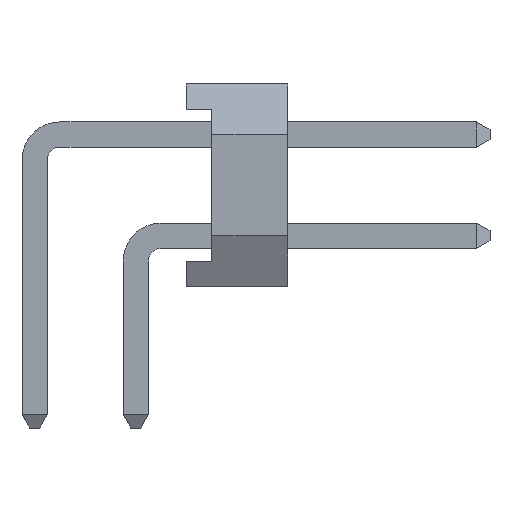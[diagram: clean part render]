
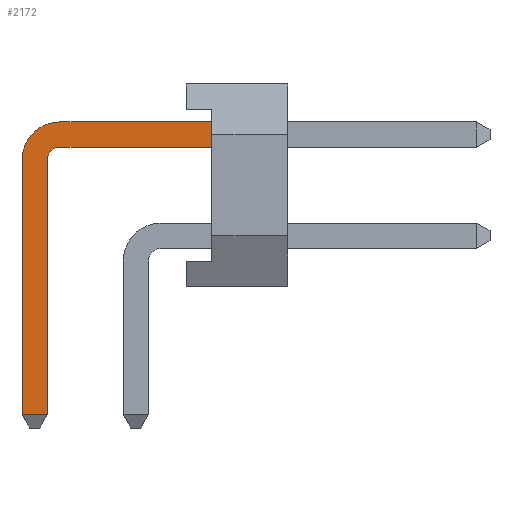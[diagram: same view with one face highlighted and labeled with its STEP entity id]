
A CAD part, left-side view. The second image highlights one B-rep face of the part: STEP entity #2172.
In plain terms, the highlighted planar face has unit normal (-1, 0, 0).
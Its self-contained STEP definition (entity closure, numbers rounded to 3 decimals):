
#55 = PLANE ( 'NONE',  #813 ) ;
#94 = DIRECTION ( 'NONE',  ( 0., 0., 1. ) ) ;
#147 = EDGE_CURVE ( 'NONE', #3114, #1998, #3669, .T. ) ;
#211 = ORIENTED_EDGE ( 'NONE', *, *, #925, .F. ) ;
#253 = VERTEX_POINT ( 'NONE', #1992 ) ;
#353 = DIRECTION ( 'NONE',  ( 0., 0., -1. ) ) ;
#395 = VERTEX_POINT ( 'NONE', #3147 ) ;
#539 = DIRECTION ( 'NONE',  ( 1., 0., 0. ) ) ;
#546 = CARTESIAN_POINT ( 'NONE',  ( -0.25, 3.25, -2.54 ) ) ;
#560 = ORIENTED_EDGE ( 'NONE', *, *, #4057, .F. ) ;
#567 = CARTESIAN_POINT ( 'NONE',  ( -0.25, 2.5, 2.75 ) ) ;
#576 = CARTESIAN_POINT ( 'NONE',  ( -0.25, -0.5, 3.5 ) ) ;
#647 = LINE ( 'NONE', #567, #1667 ) ;
#735 = CARTESIAN_POINT ( 'NONE',  ( -0.25, -0.5, 2.75 ) ) ;
#776 = CARTESIAN_POINT ( 'NONE',  ( -0.25, 2.5, 2.5 ) ) ;
#813 = AXIS2_PLACEMENT_3D ( 'NONE', #776, #539, #1714 ) ;
#818 = DIRECTION ( 'NONE',  ( -1., 0., 0. ) ) ;
#900 = AXIS2_PLACEMENT_3D ( 'NONE', #3094, #818, #3468 ) ;
#925 = EDGE_CURVE ( 'NONE', #253, #4220, #1165, .T. ) ;
#971 = CARTESIAN_POINT ( 'NONE',  ( -0.25, -0.5, 3.25 ) ) ;
#1165 = LINE ( 'NONE', #4531, #4042 ) ;
#1182 = CARTESIAN_POINT ( 'NONE',  ( -0.25, 2.75, -2.54 ) ) ;
#1350 = CARTESIAN_POINT ( 'NONE',  ( -0.25, -6., 3.25 ) ) ;
#1405 = ORIENTED_EDGE ( 'NONE', *, *, #1761, .F. ) ;
#1415 = CIRCLE ( 'NONE', #900, 0.25 ) ;
#1449 = DIRECTION ( 'NONE',  ( 1., 0., 0. ) ) ;
#1539 = CIRCLE ( 'NONE', #4139, 0.75 ) ;
#1667 = VECTOR ( 'NONE', #2836, 1000. ) ;
#1714 = DIRECTION ( 'NONE',  ( 0., 0., -1. ) ) ;
#1761 = EDGE_CURVE ( 'NONE', #4732, #395, #647, .T. ) ;
#1901 = CARTESIAN_POINT ( 'NONE',  ( -0.25, 2.75, -2.54 ) ) ;
#1992 = CARTESIAN_POINT ( 'NONE',  ( -0.25, 2.75, 2.5 ) ) ;
#1998 = VERTEX_POINT ( 'NONE', #971 ) ;
#2172 = ADVANCED_FACE ( 'NONE', ( #3838 ), #55, .F. ) ;
#2322 = EDGE_CURVE ( 'NONE', #2775, #4808, #3953, .T. ) ;
#2360 = CARTESIAN_POINT ( 'NONE',  ( -0.25, 3.25, 2.5 ) ) ;
#2477 = VECTOR ( 'NONE', #3815, 1000. ) ;
#2775 = VERTEX_POINT ( 'NONE', #546 ) ;
#2790 = ORIENTED_EDGE ( 'NONE', *, *, #4336, .F. ) ;
#2796 = ORIENTED_EDGE ( 'NONE', *, *, #2322, .F. ) ;
#2828 = EDGE_CURVE ( 'NONE', #1998, #4732, #3236, .T. ) ;
#2836 = DIRECTION ( 'NONE',  ( 0., 1., 0. ) ) ;
#2845 = CARTESIAN_POINT ( 'NONE',  ( -0.25, 2.5, 3.25 ) ) ;
#2849 = DIRECTION ( 'NONE',  ( 0., 0., -1. ) ) ;
#2952 = VECTOR ( 'NONE', #94, 1000. ) ;
#3094 = CARTESIAN_POINT ( 'NONE',  ( -0.25, 2.5, 2.5 ) ) ;
#3114 = VERTEX_POINT ( 'NONE', #2845 ) ;
#3124 = VECTOR ( 'NONE', #2849, 1000. ) ;
#3147 = CARTESIAN_POINT ( 'NONE',  ( -0.25, 2.5, 2.75 ) ) ;
#3236 = LINE ( 'NONE', #576, #3124 ) ;
#3309 = EDGE_CURVE ( 'NONE', #2775, #4220, #4495, .T. ) ;
#3468 = DIRECTION ( 'NONE',  ( 0., 0., -1. ) ) ;
#3669 = LINE ( 'NONE', #1350, #3947 ) ;
#3692 = CARTESIAN_POINT ( 'NONE',  ( -0.25, 2.5, 2.5 ) ) ;
#3815 = DIRECTION ( 'NONE',  ( 0., -1., 0. ) ) ;
#3838 = FACE_OUTER_BOUND ( 'NONE', #4171, .T. ) ;
#3947 = VECTOR ( 'NONE', #4362, 1000. ) ;
#3953 = LINE ( 'NONE', #3984, #2952 ) ;
#3984 = CARTESIAN_POINT ( 'NONE',  ( -0.25, 3.25, -2.8 ) ) ;
#4042 = VECTOR ( 'NONE', #353, 1000. ) ;
#4057 = EDGE_CURVE ( 'NONE', #4808, #3114, #1539, .T. ) ;
#4076 = DIRECTION ( 'NONE',  ( 0., 0., -1. ) ) ;
#4139 = AXIS2_PLACEMENT_3D ( 'NONE', #3692, #1449, #4076 ) ;
#4171 = EDGE_LOOP ( 'NONE', ( #2796, #4569, #211, #2790, #1405, #4760, #4425, #560 ) ) ;
#4220 = VERTEX_POINT ( 'NONE', #1901 ) ;
#4336 = EDGE_CURVE ( 'NONE', #395, #253, #1415, .T. ) ;
#4362 = DIRECTION ( 'NONE',  ( 0., -1., 0. ) ) ;
#4425 = ORIENTED_EDGE ( 'NONE', *, *, #147, .F. ) ;
#4495 = LINE ( 'NONE', #1182, #2477 ) ;
#4531 = CARTESIAN_POINT ( 'NONE',  ( -0.25, 2.75, -2.8 ) ) ;
#4569 = ORIENTED_EDGE ( 'NONE', *, *, #3309, .T. ) ;
#4732 = VERTEX_POINT ( 'NONE', #735 ) ;
#4760 = ORIENTED_EDGE ( 'NONE', *, *, #2828, .F. ) ;
#4808 = VERTEX_POINT ( 'NONE', #2360 ) ;
